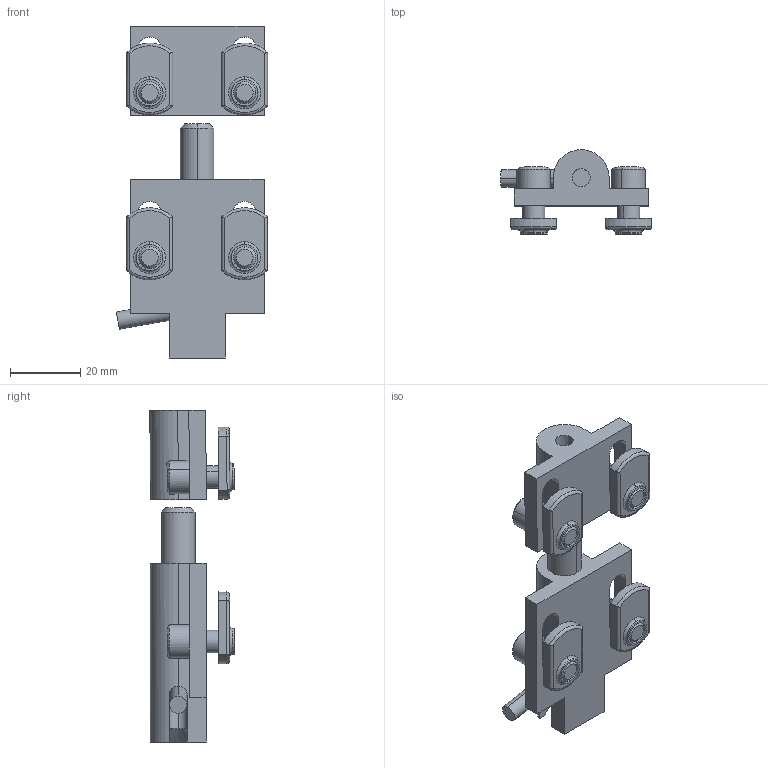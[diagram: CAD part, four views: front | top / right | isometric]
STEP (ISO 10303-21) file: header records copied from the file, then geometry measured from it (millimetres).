
FILE_DESCRIPTION (( 'STEP AP203' ), '1' );
FILE_NAME ('655103.SLDASM.step', '2003-10-13T11:36:36', ( 'Jerry Winters' ), ( 'GoEngineer' ), 'SwSTEP 2.0', 'SolidWorks 2003174', '' );
FILE_SCHEMA (( 'CONFIG_CONTROL_DESIGN' ));
Length unit declared in the file: inch
Products named in the file (7): 655103.SLDASM; Side Latch; bolt; Deadbolt Catch; 651022; Socket Head Cap Screw_AI_HX-SHCS 0.25-20x0.5x0.5-C; 651105
Assembly tree (12 placements, depth 3):
  655103.SLDASM
    651105  x4
    bolt
    Deadbolt Catch
    Side Latch
    651022  x4
      Socket Head Cap Screw_AI_HX-SHCS 0.25-20x0.5x0.5-C
Bounding box: 42.97 x 24.01 x 94.43 mm (x, y, z)
Volume: 25535.7 mm3; surface area: 17128.5 mm2
Topology: 11 solids, 11 shells, 253 faces, 575 edges, 350 vertices
Faces by surface type: plane 115, cylinder 81, torus 30, cone 27
Entity records: 4380 total; most frequent: CARTESIAN_POINT 658, DIRECTION 637, ORIENTED_EDGE 552, EDGE_CURVE 276, AXIS2_PLACEMENT_3D 239, VERTEX_POINT 176, LINE 159, VECTOR 159
